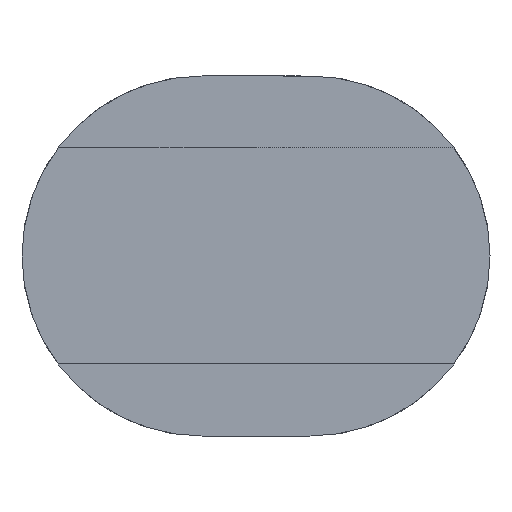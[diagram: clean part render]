
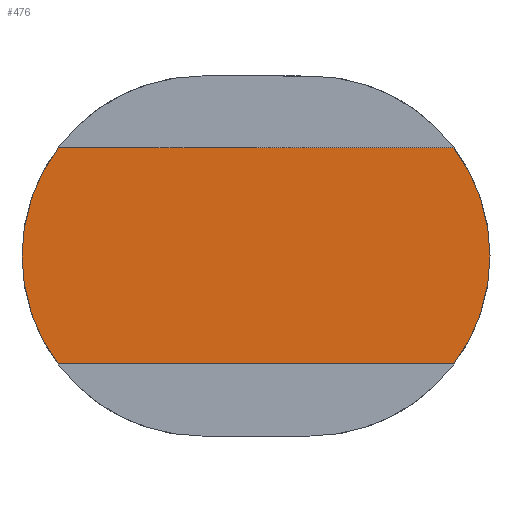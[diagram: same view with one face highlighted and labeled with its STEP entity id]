
A CAD part, front view. The second image highlights one B-rep face of the part: STEP entity #476.
In plain terms, the highlighted planar face has unit normal (0, -1, 0).
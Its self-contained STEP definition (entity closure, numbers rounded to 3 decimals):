
#15 = AXIS2_PLACEMENT_3D ( 'NONE', #710, #605, #660 ) ;
#21 = ORIENTED_EDGE ( 'NONE', *, *, #613, .T. ) ;
#28 = DIRECTION ( 'NONE',  ( -1., 0., 0. ) ) ;
#43 = ORIENTED_EDGE ( 'NONE', *, *, #466, .T. ) ;
#55 = VECTOR ( 'NONE', #28, 1000. ) ;
#71 = LINE ( 'NONE', #199, #55 ) ;
#73 = DIRECTION ( 'NONE',  ( 0., -1., 0. ) ) ;
#75 = VERTEX_POINT ( 'NONE', #293 ) ;
#95 = PLANE ( 'NONE',  #15 ) ;
#109 = LINE ( 'NONE', #589, #189 ) ;
#189 = VECTOR ( 'NONE', #432, 1000. ) ;
#199 = CARTESIAN_POINT ( 'NONE',  ( -12.56, 6., 3. ) ) ;
#205 = CARTESIAN_POINT ( 'NONE',  ( 5.5, 6., 3. ) ) ;
#209 = AXIS2_PLACEMENT_3D ( 'NONE', #595, #216, #740 ) ;
#216 = DIRECTION ( 'NONE',  ( 0., -1., 0. ) ) ;
#217 = EDGE_CURVE ( 'NONE', #75, #631, #582, .T. ) ;
#293 = CARTESIAN_POINT ( 'NONE',  ( 5.5, 6., -3. ) ) ;
#325 = AXIS2_PLACEMENT_3D ( 'NONE', #686, #73, #361 ) ;
#346 = VERTEX_POINT ( 'NONE', #580 ) ;
#361 = DIRECTION ( 'NONE',  ( 0., 0., -1. ) ) ;
#424 = EDGE_CURVE ( 'NONE', #536, #75, #109, .T. ) ;
#432 = DIRECTION ( 'NONE',  ( 1., 0., 0. ) ) ;
#439 = CARTESIAN_POINT ( 'NONE',  ( -5.5, 6., -3. ) ) ;
#450 = ORIENTED_EDGE ( 'NONE', *, *, #424, .T. ) ;
#466 = EDGE_CURVE ( 'NONE', #631, #346, #71, .T. ) ;
#476 = ADVANCED_FACE ( 'NONE', ( #576 ), #95, .T. ) ;
#536 = VERTEX_POINT ( 'NONE', #439 ) ;
#569 = ORIENTED_EDGE ( 'NONE', *, *, #217, .T. ) ;
#576 = FACE_OUTER_BOUND ( 'NONE', #598, .T. ) ;
#580 = CARTESIAN_POINT ( 'NONE',  ( -5.5, 6., 3. ) ) ;
#582 = CIRCLE ( 'NONE', #325, 5. ) ;
#589 = CARTESIAN_POINT ( 'NONE',  ( -12.56, 6., -3. ) ) ;
#595 = CARTESIAN_POINT ( 'NONE',  ( -1.5, 6., 0. ) ) ;
#598 = EDGE_LOOP ( 'NONE', ( #21, #450, #569, #43 ) ) ;
#605 = DIRECTION ( 'NONE',  ( 0., -1., 0. ) ) ;
#613 = EDGE_CURVE ( 'NONE', #346, #536, #709, .T. ) ;
#631 = VERTEX_POINT ( 'NONE', #205 ) ;
#660 = DIRECTION ( 'NONE',  ( 0., 0., -1. ) ) ;
#686 = CARTESIAN_POINT ( 'NONE',  ( 1.5, 6., 0. ) ) ;
#709 = CIRCLE ( 'NONE', #209, 5. ) ;
#710 = CARTESIAN_POINT ( 'NONE',  ( 0., 6., 0. ) ) ;
#740 = DIRECTION ( 'NONE',  ( 0., 0., -1. ) ) ;
